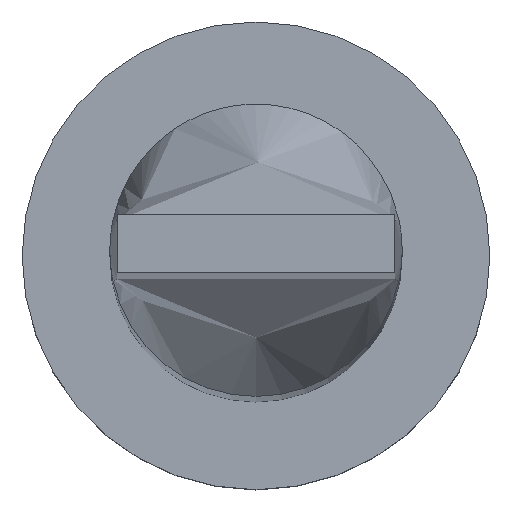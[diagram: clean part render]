
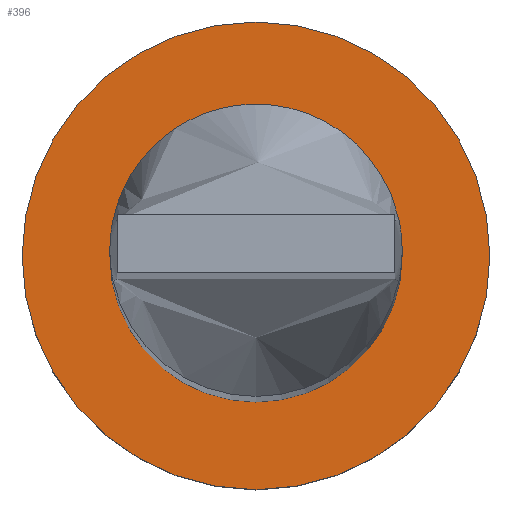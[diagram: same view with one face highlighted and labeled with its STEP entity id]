
A CAD part, top view. The second image highlights one B-rep face of the part: STEP entity #396.
In plain terms, the highlighted planar face has unit normal (0, 0, 1).
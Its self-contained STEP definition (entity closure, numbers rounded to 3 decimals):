
#5 = AXIS2_PLACEMENT_3D ( 'NONE', #199, #548, #145 ) ;
#6 = PLANE ( 'NONE',  #5 ) ;
#21 = CIRCLE ( 'NONE', #94, 5. ) ;
#24 = EDGE_CURVE ( 'NONE', #416, #61, #21, .T. ) ;
#25 = DIRECTION ( 'NONE',  ( 0., 0., 1. ) ) ;
#45 = DIRECTION ( 'NONE',  ( 1., 0., 0. ) ) ;
#54 = FACE_BOUND ( 'NONE', #441, .T. ) ;
#56 = ORIENTED_EDGE ( 'NONE', *, *, #338, .T. ) ;
#61 = VERTEX_POINT ( 'NONE', #469 ) ;
#94 = AXIS2_PLACEMENT_3D ( 'NONE', #279, #25, #45 ) ;
#145 = DIRECTION ( 'NONE',  ( 1., 0., 0. ) ) ;
#156 = CARTESIAN_POINT ( 'NONE',  ( -5., 0., 5. ) ) ;
#182 = EDGE_CURVE ( 'NONE', #190, #249, #586, .T. ) ;
#189 = ORIENTED_EDGE ( 'NONE', *, *, #182, .T. ) ;
#190 = VERTEX_POINT ( 'NONE', #472 ) ;
#199 = CARTESIAN_POINT ( 'NONE',  ( 0., 0., 5. ) ) ;
#202 = CARTESIAN_POINT ( 'NONE',  ( 0., 0., 5. ) ) ;
#243 = ORIENTED_EDGE ( 'NONE', *, *, #270, .F. ) ;
#249 = VERTEX_POINT ( 'NONE', #255 ) ;
#255 = CARTESIAN_POINT ( 'NONE',  ( 8., 0., 5. ) ) ;
#270 = EDGE_CURVE ( 'NONE', #61, #416, #562, .T. ) ;
#279 = CARTESIAN_POINT ( 'NONE',  ( 0., 0., 5. ) ) ;
#284 = AXIS2_PLACEMENT_3D ( 'NONE', #419, #372, #600 ) ;
#304 = CARTESIAN_POINT ( 'NONE',  ( 0., 0., 5. ) ) ;
#308 = AXIS2_PLACEMENT_3D ( 'NONE', #304, #341, #475 ) ;
#328 = DIRECTION ( 'NONE',  ( 1., 0., 0. ) ) ;
#329 = AXIS2_PLACEMENT_3D ( 'NONE', #202, #378, #328 ) ;
#338 = EDGE_CURVE ( 'NONE', #249, #190, #374, .T. ) ;
#341 = DIRECTION ( 'NONE',  ( 0., 0., 1. ) ) ;
#369 = FACE_OUTER_BOUND ( 'NONE', #376, .T. ) ;
#372 = DIRECTION ( 'NONE',  ( 0., 0., 1. ) ) ;
#374 = CIRCLE ( 'NONE', #284, 8. ) ;
#376 = EDGE_LOOP ( 'NONE', ( #189, #56 ) ) ;
#378 = DIRECTION ( 'NONE',  ( 0., 0., 1. ) ) ;
#396 = ADVANCED_FACE ( 'NONE', ( #54, #369 ), #6, .T. ) ;
#416 = VERTEX_POINT ( 'NONE', #156 ) ;
#419 = CARTESIAN_POINT ( 'NONE',  ( 0., 0., 5. ) ) ;
#441 = EDGE_LOOP ( 'NONE', ( #589, #243 ) ) ;
#469 = CARTESIAN_POINT ( 'NONE',  ( 5., 0., 5. ) ) ;
#472 = CARTESIAN_POINT ( 'NONE',  ( -8., 0., 5. ) ) ;
#475 = DIRECTION ( 'NONE',  ( 1., 0., 0. ) ) ;
#548 = DIRECTION ( 'NONE',  ( 0., 0., 1. ) ) ;
#562 = CIRCLE ( 'NONE', #308, 5. ) ;
#586 = CIRCLE ( 'NONE', #329, 8. ) ;
#589 = ORIENTED_EDGE ( 'NONE', *, *, #24, .F. ) ;
#600 = DIRECTION ( 'NONE',  ( 1., 0., 0. ) ) ;
